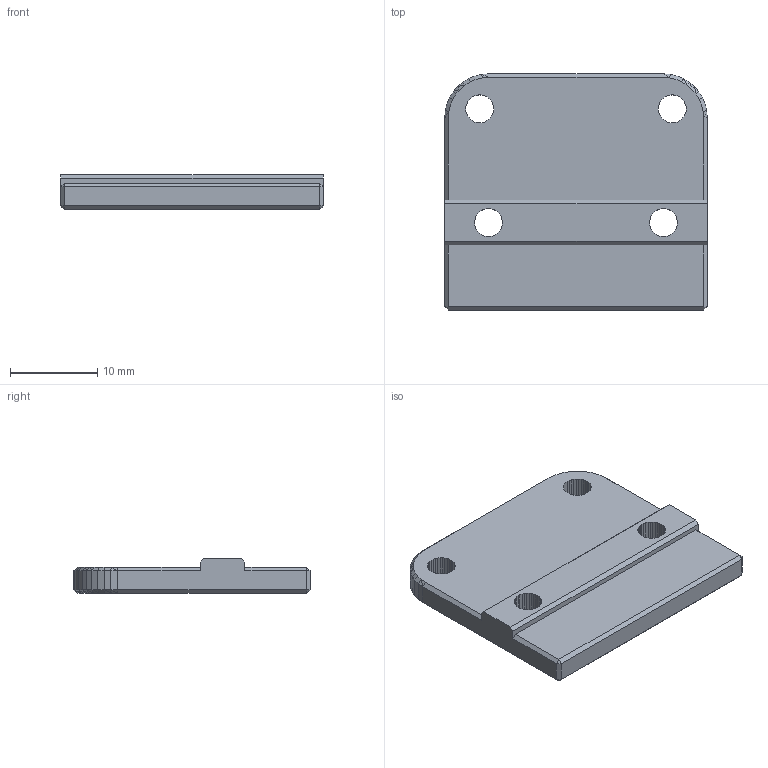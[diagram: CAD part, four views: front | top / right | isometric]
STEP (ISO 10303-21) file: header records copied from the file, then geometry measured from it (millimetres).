
FILE_DESCRIPTION( ( '' ), ' ' );
FILE_NAME( '5d8cd29e811eb515db9486c0.step', '2019-09-26T15:00:47', ( '' ), ( '' ), ' ', ' ', ' ' );
FILE_SCHEMA( ( 'AUTOMOTIVE_DESIGN { 1 0 10303 214 1 1 1 1 }' ) );
Length unit declared in the file: metre
Products named in the file (1): Nut_5_I-Typ
Bounding box: 30 x 27 x 4 mm (x, y, z)
Volume: 2416.5 mm3; surface area: 2009.1 mm2
Topology: 1 solids, 1 shells, 259 faces, 661 edges, 404 vertices
Faces by surface type: plane 259
Entity records: 12824 total; most frequent: CARTESIAN_POINT 1325, ORIENTED_EDGE 1322, DIRECTION 1181, STYLED_ITEM 900, PRESENTATION_STYLE_ASSIGNMENT 900, COLOUR_RGB 900, EDGE_CURVE 661, LINE 661
